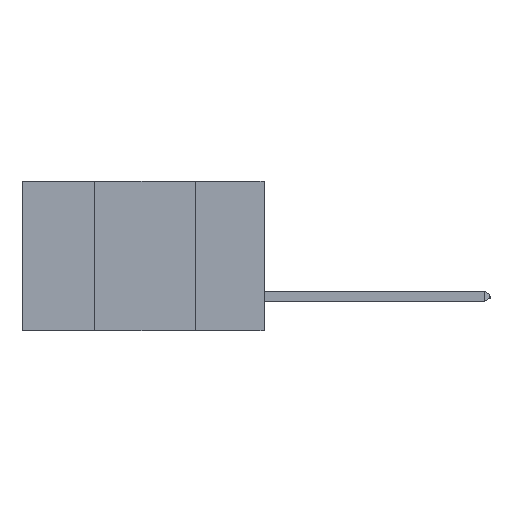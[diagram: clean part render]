
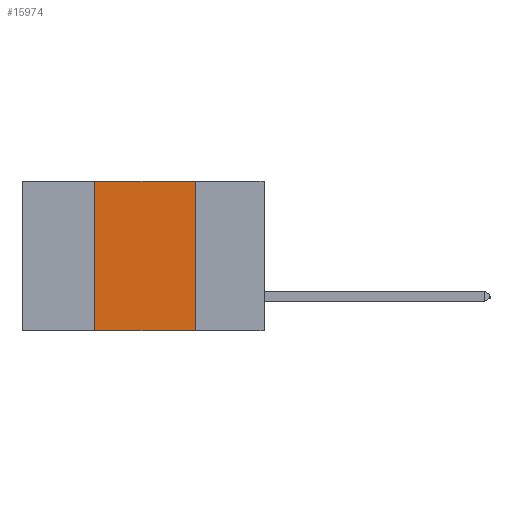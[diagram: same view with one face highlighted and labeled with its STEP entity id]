
A CAD part, left-side view. The second image highlights one B-rep face of the part: STEP entity #15974.
In plain terms, the highlighted planar face has unit normal (-1, 0, 0).
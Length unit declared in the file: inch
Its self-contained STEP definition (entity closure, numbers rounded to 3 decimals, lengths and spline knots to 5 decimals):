
#21 = EDGE_CURVE ( 'NONE', #7470, #6824, #10475, .T. ) ;
#643 = LINE ( 'NONE', #8779, #9479 ) ;
#665 = CARTESIAN_POINT ( 'NONE',  ( 0., 0.42, -0.37 ) ) ;
#1079 = CARTESIAN_POINT ( 'NONE',  ( 0., 0.17, -0.37 ) ) ;
#1669 = VECTOR ( 'NONE', #17727, 39.37008 ) ;
#3139 = CARTESIAN_POINT ( 'NONE',  ( 0., 0.6, 0. ) ) ;
#4640 = ORIENTED_EDGE ( 'NONE', *, *, #21, .F. ) ;
#6693 = DIRECTION ( 'NONE',  ( 0., 0., -1. ) ) ;
#6798 = VERTEX_POINT ( 'NONE', #12626 ) ;
#6824 = VERTEX_POINT ( 'NONE', #16236 ) ;
#7470 = VERTEX_POINT ( 'NONE', #665 ) ;
#7941 = AXIS2_PLACEMENT_3D ( 'NONE', #3139, #17246, #6693 ) ;
#8284 = CARTESIAN_POINT ( 'NONE',  ( 0., 0.17, 0. ) ) ;
#8606 = ORIENTED_EDGE ( 'NONE', *, *, #12965, .F. ) ;
#8779 = CARTESIAN_POINT ( 'NONE',  ( 0., 0.6, -0.37 ) ) ;
#8918 = CARTESIAN_POINT ( 'NONE',  ( 0., 0.6, 0. ) ) ;
#9479 = VECTOR ( 'NONE', #10576, 39.37008 ) ;
#10108 = DIRECTION ( 'NONE',  ( 0., 0., -1. ) ) ;
#10475 = LINE ( 'NONE', #14021, #15694 ) ;
#10576 = DIRECTION ( 'NONE',  ( 0., -1., 0. ) ) ;
#10678 = EDGE_CURVE ( 'NONE', #7470, #11978, #643, .T. ) ;
#11892 = LINE ( 'NONE', #8284, #17640 ) ;
#11978 = VERTEX_POINT ( 'NONE', #1079 ) ;
#12626 = CARTESIAN_POINT ( 'NONE',  ( 0., 0.17, 0. ) ) ;
#12695 = EDGE_CURVE ( 'NONE', #6798, #11978, #11892, .T. ) ;
#12965 = EDGE_CURVE ( 'NONE', #6824, #6798, #20350, .T. ) ;
#13728 = PLANE ( 'NONE',  #7941 ) ;
#13889 = DIRECTION ( 'NONE',  ( 0., 0., 1. ) ) ;
#13899 = EDGE_LOOP ( 'NONE', ( #21854, #8606, #4640, #15088 ) ) ;
#14021 = CARTESIAN_POINT ( 'NONE',  ( 0., 0.42, 0. ) ) ;
#15088 = ORIENTED_EDGE ( 'NONE', *, *, #10678, .T. ) ;
#15694 = VECTOR ( 'NONE', #13889, 39.37008 ) ;
#15974 = ADVANCED_FACE ( 'NONE', ( #16938 ), #13728, .F. ) ;
#16236 = CARTESIAN_POINT ( 'NONE',  ( 0., 0.42, 0. ) ) ;
#16938 = FACE_OUTER_BOUND ( 'NONE', #13899, .T. ) ;
#17246 = DIRECTION ( 'NONE',  ( 1., 0., 0. ) ) ;
#17640 = VECTOR ( 'NONE', #10108, 39.37008 ) ;
#17727 = DIRECTION ( 'NONE',  ( 0., -1., 0. ) ) ;
#20350 = LINE ( 'NONE', #8918, #1669 ) ;
#21854 = ORIENTED_EDGE ( 'NONE', *, *, #12695, .F. ) ;
